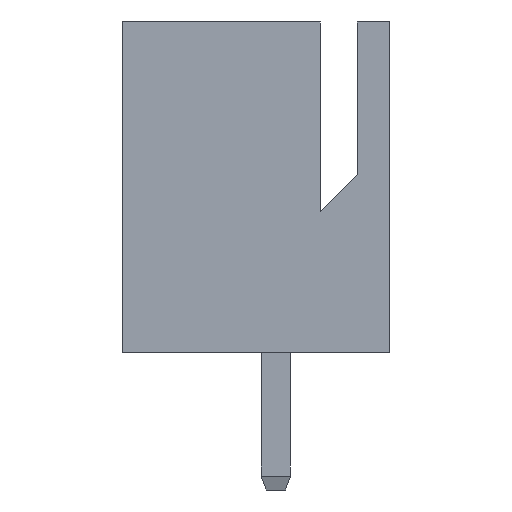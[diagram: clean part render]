
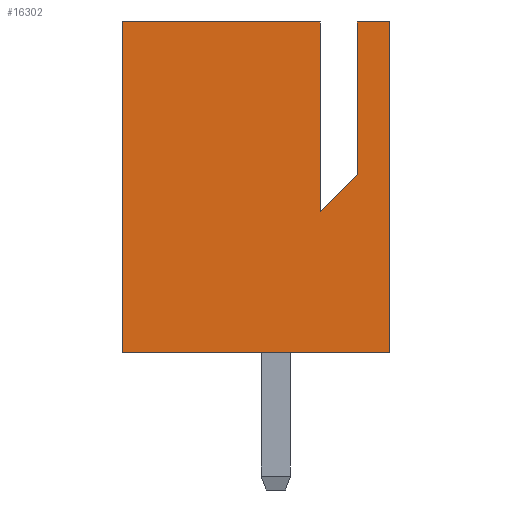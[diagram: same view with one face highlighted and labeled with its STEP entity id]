
A CAD part, left-side view. The second image highlights one B-rep face of the part: STEP entity #16302.
In plain terms, the highlighted planar face has unit normal (-1, 0, 0).
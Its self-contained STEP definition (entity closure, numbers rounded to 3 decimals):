
#897=ORIENTED_EDGE('',*,*,#4113,.T.);
#898=ORIENTED_EDGE('',*,*,#4114,.T.);
#899=ORIENTED_EDGE('',*,*,#4115,.T.);
#900=ORIENTED_EDGE('',*,*,#3796,.T.);
#901=ORIENTED_EDGE('',*,*,#4112,.F.);
#902=ORIENTED_EDGE('',*,*,#3803,.F.);
#903=ORIENTED_EDGE('',*,*,#3691,.T.);
#904=ORIENTED_EDGE('',*,*,#4116,.T.);
#3691=EDGE_CURVE('',#5362,#5361,#6397,.T.);
#3796=EDGE_CURVE('',#5385,#5462,#6502,.T.);
#3803=EDGE_CURVE('',#5362,#5468,#6509,.T.);
#4112=EDGE_CURVE('',#5468,#5462,#6818,.T.);
#4113=EDGE_CURVE('',#5699,#5700,#6819,.T.);
#4114=EDGE_CURVE('',#5700,#5701,#6820,.T.);
#4115=EDGE_CURVE('',#5701,#5385,#6821,.T.);
#4116=EDGE_CURVE('',#5361,#5699,#6822,.T.);
#5361=VERTEX_POINT('',#20368);
#5362=VERTEX_POINT('',#20370);
#5385=VERTEX_POINT('',#20424);
#5462=VERTEX_POINT('',#20579);
#5468=VERTEX_POINT('',#20594);
#5699=VERTEX_POINT('',#21193);
#5700=VERTEX_POINT('',#21194);
#5701=VERTEX_POINT('',#21196);
#6397=LINE('',#20369,#7803);
#6502=LINE('',#20580,#7908);
#6509=LINE('',#20593,#7915);
#6818=LINE('',#21190,#8224);
#6819=LINE('',#21192,#8225);
#6820=LINE('',#21195,#8226);
#6821=LINE('',#21197,#8227);
#6822=LINE('',#21198,#8228);
#7803=VECTOR('',#17635,1000.);
#7908=VECTOR('',#17750,1000.);
#7915=VECTOR('',#17759,1000.);
#8224=VECTOR('',#18182,1000.);
#8225=VECTOR('',#18185,1000.);
#8226=VECTOR('',#18186,1000.);
#8227=VECTOR('',#18187,1000.);
#8228=VECTOR('',#18188,1000.);
#9268=EDGE_LOOP('',(#897,#898,#899,#900,#901,#902,#903,#904));
#10004=FACE_BOUND('',#9268,.T.);
#10740=PLANE('',#17027);
#16302=ADVANCED_FACE('',(#10004),#10740,.T.);
#17027=AXIS2_PLACEMENT_3D('',#21191,#18183,#18184);
#17635=DIRECTION('',(0.,1.,0.));
#17750=DIRECTION('',(0.,0.,-1.));
#17759=DIRECTION('',(0.,0.,-1.));
#18182=DIRECTION('',(0.,1.,0.));
#18183=DIRECTION('',(-1.,0.,0.));
#18184=DIRECTION('',(0.,0.,1.));
#18185=DIRECTION('',(0.,0.707,-0.707));
#18186=DIRECTION('',(0.,0.,1.));
#18187=DIRECTION('',(0.,1.,0.));
#18188=DIRECTION('',(0.,0.,-1.));
#20368=CARTESIAN_POINT('',(-26.087,-1.778,7.214));
#20369=CARTESIAN_POINT('',(-26.087,-2.489,7.214));
#20370=CARTESIAN_POINT('',(-26.087,-2.489,7.214));
#20424=CARTESIAN_POINT('',(-26.087,3.353,7.214));
#20579=CARTESIAN_POINT('',(-26.087,3.353,0.));
#20580=CARTESIAN_POINT('',(-26.087,3.353,0.711));
#20593=CARTESIAN_POINT('',(-26.087,-2.489,0.711));
#20594=CARTESIAN_POINT('',(-26.087,-2.489,0.));
#21190=CARTESIAN_POINT('',(-26.087,-2.489,0.));
#21191=CARTESIAN_POINT('',(-26.087,-2.489,0.711));
#21192=CARTESIAN_POINT('',(-26.087,-1.778,3.886));
#21193=CARTESIAN_POINT('',(-26.087,-1.778,3.886));
#21194=CARTESIAN_POINT('',(-26.087,-0.965,3.073));
#21195=CARTESIAN_POINT('',(-26.087,-0.965,3.073));
#21196=CARTESIAN_POINT('',(-26.087,-0.965,7.214));
#21197=CARTESIAN_POINT('',(-26.087,-2.489,7.214));
#21198=CARTESIAN_POINT('',(-26.087,-1.778,7.214));
